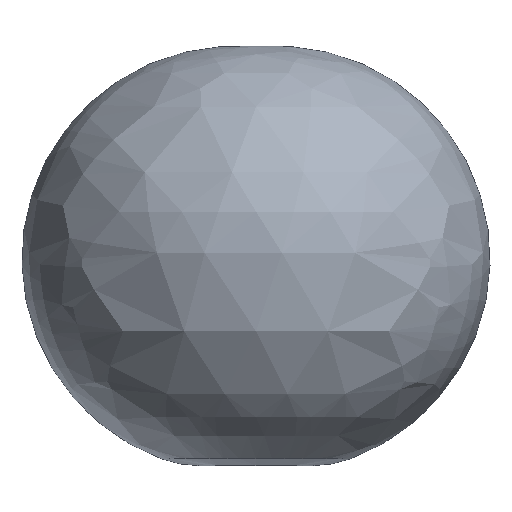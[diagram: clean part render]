
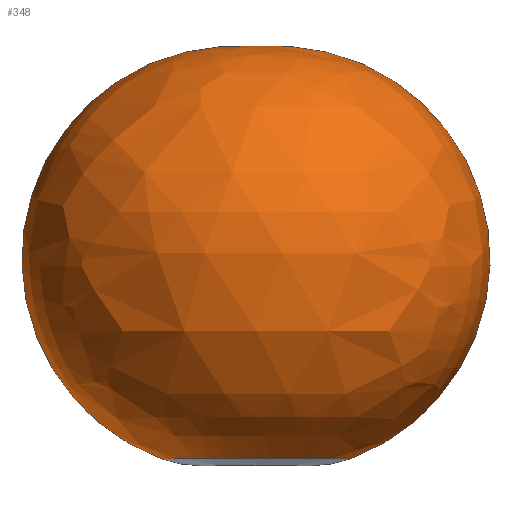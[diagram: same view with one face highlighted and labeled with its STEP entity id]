
A CAD part, left-side view. The second image highlights one B-rep face of the part: STEP entity #348.
In plain terms, the highlighted free-form (B-spline) face has degree [3, 3] with [4, 4] control points.
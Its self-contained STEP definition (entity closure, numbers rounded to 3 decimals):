
#1 = DIRECTION ( 'NONE',  ( -1., 0., 0. ) ) ;
#2 = CIRCLE ( 'NONE', #115, 661.32 ) ;
#19 = FACE_OUTER_BOUND ( 'NONE', #286, .T. ) ;
#21 = DIRECTION ( 'NONE',  ( 0., 1., 0. ) ) ;
#31 = CARTESIAN_POINT ( 'NONE',  ( 0., 2365.504, 2171.001 ) ) ;
#37 = AXIS2_PLACEMENT_3D ( 'NONE', #354, #127, #391 ) ;
#38 = VERTEX_POINT ( 'NONE', #332 ) ;
#67 = CARTESIAN_POINT ( 'NONE',  ( 0., 0., 1932.456 ) ) ;
#99 = CARTESIAN_POINT ( 'NONE',  ( -1322.64, 661.32, -959.84 ) ) ;
#100 = CARTESIAN_POINT ( 'NONE',  ( 0., 0., 1932.456 ) ) ;
#115 = AXIS2_PLACEMENT_3D ( 'NONE', #458, #240, #21 ) ;
#127 = DIRECTION ( 'NONE',  ( 1., 0., 0. ) ) ;
#137 = CARTESIAN_POINT ( 'NONE',  ( 0., -2895.44, -146.687 ) ) ;
#164 =( BOUNDED_SURFACE ( )  B_SPLINE_SURFACE ( 3, 3, ( 
 ( #362, #328, #99, #364 ),
 ( #137, #401, #174, #432 ),
 ( #211, #466, #250, #31 ),
 ( #291, #67, #330, #100 ) ),
 .UNSPECIFIED., .F., .F., .T. ) 
 B_SPLINE_SURFACE_WITH_KNOTS ( ( 4, 4 ),
 ( 4, 4 ),
 ( 0., 1. ),
 ( 0., 1. ),
 .UNSPECIFIED. ) 
 GEOMETRIC_REPRESENTATION_ITEM ( )  RATIONAL_B_SPLINE_SURFACE ( (
 ( 1., 0.333, 0.333, 1.),
 ( 0.416, 0.139, 0.139, 0.416),
 ( 0.416, 0.139, 0.139, 0.416),
 ( 1., 0.333, 0.333, 1.) ) ) 
 REPRESENTATION_ITEM ( '' )  SURFACE ( )  );
#174 = CARTESIAN_POINT ( 'NONE',  ( -5790.881, 2895.44, -146.687 ) ) ;
#176 = CARTESIAN_POINT ( 'NONE',  ( 0., 0., 1932.456 ) ) ;
#196 = CIRCLE ( 'NONE', #37, 1495. ) ;
#208 = ORIENTED_EDGE ( 'NONE', *, *, #222, .T. ) ;
#211 = CARTESIAN_POINT ( 'NONE',  ( 0., -2365.504, 2171.001 ) ) ;
#212 = EDGE_CURVE ( 'NONE', #38, #377, #196, .T. ) ;
#213 = ORIENTED_EDGE ( 'NONE', *, *, #465, .T. ) ;
#220 = CARTESIAN_POINT ( 'NONE',  ( 0., -150., 445. ) ) ;
#222 = EDGE_CURVE ( 'NONE', #38, #414, #2, .T. ) ;
#240 = DIRECTION ( 'NONE',  ( 0., 0., 1. ) ) ;
#249 = ORIENTED_EDGE ( 'NONE', *, *, #212, .F. ) ;
#250 = CARTESIAN_POINT ( 'NONE',  ( -4731.008, 2365.504, 2171.001 ) ) ;
#262 = DIRECTION ( 'NONE',  ( 0., -1., 0. ) ) ;
#286 = EDGE_LOOP ( 'NONE', ( #208, #213, #249 ) ) ;
#291 = CARTESIAN_POINT ( 'NONE',  ( 0., 0., 1932.456 ) ) ;
#328 = CARTESIAN_POINT ( 'NONE',  ( -1322.64, -661.32, -959.84 ) ) ;
#330 = CARTESIAN_POINT ( 'NONE',  ( 0., 0., 1932.456 ) ) ;
#332 = CARTESIAN_POINT ( 'NONE',  ( 0., 661.32, -959.84 ) ) ;
#348 = ADVANCED_FACE ( 'NONE', ( #19 ), #164, .T. ) ;
#354 = CARTESIAN_POINT ( 'NONE',  ( 0., 150., 445. ) ) ;
#362 = CARTESIAN_POINT ( 'NONE',  ( 0., -661.32, -959.84 ) ) ;
#364 = CARTESIAN_POINT ( 'NONE',  ( 0., 661.32, -959.84 ) ) ;
#368 = CARTESIAN_POINT ( 'NONE',  ( 0., -661.32, -959.84 ) ) ;
#375 = AXIS2_PLACEMENT_3D ( 'NONE', #220, #1, #262 ) ;
#377 = VERTEX_POINT ( 'NONE', #176 ) ;
#384 = CIRCLE ( 'NONE', #375, 1495. ) ;
#391 = DIRECTION ( 'NONE',  ( 0., 1., 0. ) ) ;
#401 = CARTESIAN_POINT ( 'NONE',  ( -5790.881, -2895.44, -146.687 ) ) ;
#414 = VERTEX_POINT ( 'NONE', #368 ) ;
#432 = CARTESIAN_POINT ( 'NONE',  ( 0., 2895.44, -146.687 ) ) ;
#458 = CARTESIAN_POINT ( 'NONE',  ( 0., 0., -959.84 ) ) ;
#465 = EDGE_CURVE ( 'NONE', #414, #377, #384, .T. ) ;
#466 = CARTESIAN_POINT ( 'NONE',  ( -4731.008, -2365.504, 2171.001 ) ) ;
